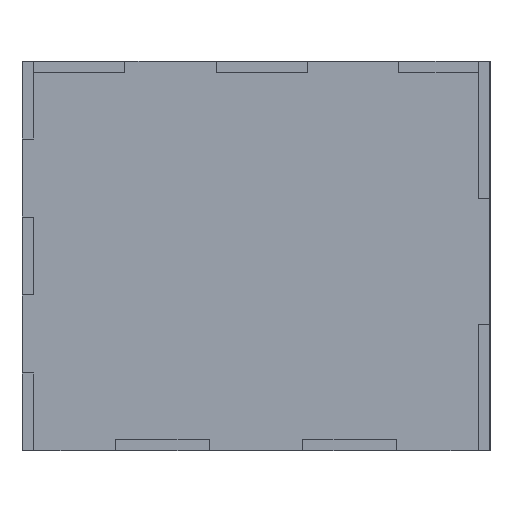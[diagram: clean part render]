
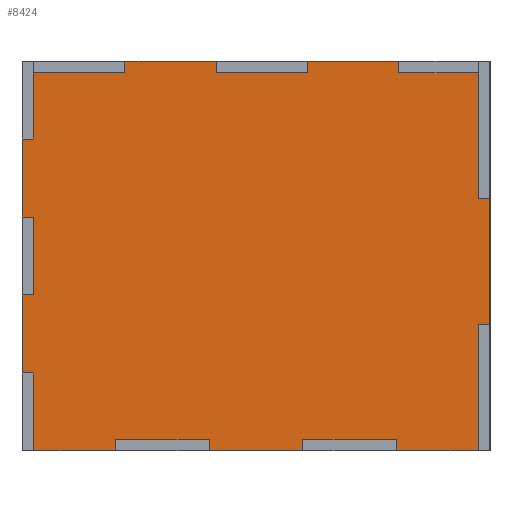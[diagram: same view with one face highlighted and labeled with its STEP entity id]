
A CAD part, left-side view. The second image highlights one B-rep face of the part: STEP entity #8424.
In plain terms, the highlighted planar face has unit normal (-1, 0, 0).
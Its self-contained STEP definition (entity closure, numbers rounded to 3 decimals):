
#324=FACE_OUTER_BOUND('',#761,.T.);
#761=EDGE_LOOP('',(#5761,#5762,#5763,#5764,#5765,#5766,#5767,#5768,#5769,
#5770,#5771,#5772,#5773,#5774,#5775,#5776,#5777,#5778,#5779,#5780,#5781,
#5782,#5783,#5784,#5785,#5786,#5787,#5788,#5789,#5790,#5791,#5792));
#1285=LINE('',#11615,#2430);
#1290=LINE('',#11624,#2435);
#1293=LINE('',#11632,#2438);
#1297=LINE('',#11639,#2442);
#1298=LINE('',#11642,#2443);
#1303=LINE('',#11651,#2448);
#1304=LINE('',#11653,#2449);
#1305=LINE('',#11655,#2450);
#1306=LINE('',#11657,#2451);
#1307=LINE('',#11659,#2452);
#1308=LINE('',#11661,#2453);
#1309=LINE('',#11663,#2454);
#1310=LINE('',#11665,#2455);
#1311=LINE('',#11667,#2456);
#1312=LINE('',#11669,#2457);
#1313=LINE('',#11671,#2458);
#1314=LINE('',#11673,#2459);
#1315=LINE('',#11675,#2460);
#1316=LINE('',#11677,#2461);
#1317=LINE('',#11679,#2462);
#1318=LINE('',#11681,#2463);
#1319=LINE('',#11683,#2464);
#1320=LINE('',#11685,#2465);
#1321=LINE('',#11687,#2466);
#1322=LINE('',#11689,#2467);
#1323=LINE('',#11691,#2468);
#1324=LINE('',#11693,#2469);
#1325=LINE('',#11695,#2470);
#1326=LINE('',#11697,#2471);
#1327=LINE('',#11699,#2472);
#1328=LINE('',#11701,#2473);
#1329=LINE('',#11702,#2474);
#2430=VECTOR('',#9583,10.);
#2435=VECTOR('',#9590,10.);
#2438=VECTOR('',#9595,10.);
#2442=VECTOR('',#9601,10.);
#2443=VECTOR('',#9604,10.);
#2448=VECTOR('',#9611,10.);
#2449=VECTOR('',#9614,10.);
#2450=VECTOR('',#9615,10.);
#2451=VECTOR('',#9616,10.);
#2452=VECTOR('',#9617,10.);
#2453=VECTOR('',#9618,10.);
#2454=VECTOR('',#9619,10.);
#2455=VECTOR('',#9620,10.);
#2456=VECTOR('',#9621,10.);
#2457=VECTOR('',#9622,10.);
#2458=VECTOR('',#9623,10.);
#2459=VECTOR('',#9624,10.);
#2460=VECTOR('',#9625,10.);
#2461=VECTOR('',#9626,10.);
#2462=VECTOR('',#9627,10.);
#2463=VECTOR('',#9628,10.);
#2464=VECTOR('',#9629,10.);
#2465=VECTOR('',#9630,10.);
#2466=VECTOR('',#9631,10.);
#2467=VECTOR('',#9632,10.);
#2468=VECTOR('',#9633,10.);
#2469=VECTOR('',#9634,10.);
#2470=VECTOR('',#9635,10.);
#2471=VECTOR('',#9636,10.);
#2472=VECTOR('',#9637,10.);
#2473=VECTOR('',#9638,10.);
#2474=VECTOR('',#9639,10.);
#3538=VERTEX_POINT('',#11611);
#3540=VERTEX_POINT('',#11614);
#3543=VERTEX_POINT('',#11622);
#3546=VERTEX_POINT('',#11629);
#3547=VERTEX_POINT('',#11631);
#3549=VERTEX_POINT('',#11637);
#3550=VERTEX_POINT('',#11641);
#3553=VERTEX_POINT('',#11649);
#3554=VERTEX_POINT('',#11654);
#3555=VERTEX_POINT('',#11656);
#3556=VERTEX_POINT('',#11658);
#3557=VERTEX_POINT('',#11660);
#3558=VERTEX_POINT('',#11662);
#3559=VERTEX_POINT('',#11664);
#3560=VERTEX_POINT('',#11666);
#3561=VERTEX_POINT('',#11668);
#3562=VERTEX_POINT('',#11670);
#3563=VERTEX_POINT('',#11672);
#3564=VERTEX_POINT('',#11674);
#3565=VERTEX_POINT('',#11676);
#3566=VERTEX_POINT('',#11678);
#3567=VERTEX_POINT('',#11680);
#3568=VERTEX_POINT('',#11682);
#3569=VERTEX_POINT('',#11684);
#3570=VERTEX_POINT('',#11686);
#3571=VERTEX_POINT('',#11688);
#3572=VERTEX_POINT('',#11690);
#3573=VERTEX_POINT('',#11692);
#3574=VERTEX_POINT('',#11694);
#3575=VERTEX_POINT('',#11696);
#3576=VERTEX_POINT('',#11698);
#3577=VERTEX_POINT('',#11700);
#4397=EDGE_CURVE('',#3540,#3538,#1285,.T.);
#4402=EDGE_CURVE('',#3538,#3543,#1290,.T.);
#4405=EDGE_CURVE('',#3547,#3546,#1293,.T.);
#4409=EDGE_CURVE('',#3546,#3549,#1297,.T.);
#4410=EDGE_CURVE('',#3550,#3540,#1298,.T.);
#4415=EDGE_CURVE('',#3549,#3553,#1303,.T.);
#4416=EDGE_CURVE('',#3543,#3547,#1304,.T.);
#4417=EDGE_CURVE('',#3553,#3554,#1305,.T.);
#4418=EDGE_CURVE('',#3554,#3555,#1306,.T.);
#4419=EDGE_CURVE('',#3555,#3556,#1307,.T.);
#4420=EDGE_CURVE('',#3556,#3557,#1308,.T.);
#4421=EDGE_CURVE('',#3557,#3558,#1309,.T.);
#4422=EDGE_CURVE('',#3558,#3559,#1310,.T.);
#4423=EDGE_CURVE('',#3559,#3560,#1311,.T.);
#4424=EDGE_CURVE('',#3560,#3561,#1312,.T.);
#4425=EDGE_CURVE('',#3561,#3562,#1313,.T.);
#4426=EDGE_CURVE('',#3562,#3563,#1314,.T.);
#4427=EDGE_CURVE('',#3563,#3564,#1315,.T.);
#4428=EDGE_CURVE('',#3564,#3565,#1316,.T.);
#4429=EDGE_CURVE('',#3565,#3566,#1317,.T.);
#4430=EDGE_CURVE('',#3566,#3567,#1318,.T.);
#4431=EDGE_CURVE('',#3567,#3568,#1319,.T.);
#4432=EDGE_CURVE('',#3568,#3569,#1320,.T.);
#4433=EDGE_CURVE('',#3569,#3570,#1321,.T.);
#4434=EDGE_CURVE('',#3570,#3571,#1322,.T.);
#4435=EDGE_CURVE('',#3571,#3572,#1323,.T.);
#4436=EDGE_CURVE('',#3572,#3573,#1324,.T.);
#4437=EDGE_CURVE('',#3573,#3574,#1325,.T.);
#4438=EDGE_CURVE('',#3574,#3575,#1326,.T.);
#4439=EDGE_CURVE('',#3575,#3576,#1327,.T.);
#4440=EDGE_CURVE('',#3576,#3577,#1328,.T.);
#4441=EDGE_CURVE('',#3577,#3550,#1329,.T.);
#5761=ORIENTED_EDGE('',*,*,#4397,.T.);
#5762=ORIENTED_EDGE('',*,*,#4402,.T.);
#5763=ORIENTED_EDGE('',*,*,#4416,.T.);
#5764=ORIENTED_EDGE('',*,*,#4405,.T.);
#5765=ORIENTED_EDGE('',*,*,#4409,.T.);
#5766=ORIENTED_EDGE('',*,*,#4415,.T.);
#5767=ORIENTED_EDGE('',*,*,#4417,.T.);
#5768=ORIENTED_EDGE('',*,*,#4418,.T.);
#5769=ORIENTED_EDGE('',*,*,#4419,.T.);
#5770=ORIENTED_EDGE('',*,*,#4420,.T.);
#5771=ORIENTED_EDGE('',*,*,#4421,.T.);
#5772=ORIENTED_EDGE('',*,*,#4422,.T.);
#5773=ORIENTED_EDGE('',*,*,#4423,.T.);
#5774=ORIENTED_EDGE('',*,*,#4424,.T.);
#5775=ORIENTED_EDGE('',*,*,#4425,.T.);
#5776=ORIENTED_EDGE('',*,*,#4426,.T.);
#5777=ORIENTED_EDGE('',*,*,#4427,.T.);
#5778=ORIENTED_EDGE('',*,*,#4428,.T.);
#5779=ORIENTED_EDGE('',*,*,#4429,.T.);
#5780=ORIENTED_EDGE('',*,*,#4430,.T.);
#5781=ORIENTED_EDGE('',*,*,#4431,.T.);
#5782=ORIENTED_EDGE('',*,*,#4432,.T.);
#5783=ORIENTED_EDGE('',*,*,#4433,.T.);
#5784=ORIENTED_EDGE('',*,*,#4434,.T.);
#5785=ORIENTED_EDGE('',*,*,#4435,.T.);
#5786=ORIENTED_EDGE('',*,*,#4436,.T.);
#5787=ORIENTED_EDGE('',*,*,#4437,.T.);
#5788=ORIENTED_EDGE('',*,*,#4438,.T.);
#5789=ORIENTED_EDGE('',*,*,#4439,.T.);
#5790=ORIENTED_EDGE('',*,*,#4440,.T.);
#5791=ORIENTED_EDGE('',*,*,#4441,.T.);
#5792=ORIENTED_EDGE('',*,*,#4410,.T.);
#8031=PLANE('',#9010);
#8424=ADVANCED_FACE('',(#324),#8031,.T.);
#9010=AXIS2_PLACEMENT_3D('',#11652,#9612,#9613);
#9583=DIRECTION('',(0.,0.,1.));
#9590=DIRECTION('',(0.,-1.,0.));
#9595=DIRECTION('',(0.,1.,0.));
#9601=DIRECTION('',(0.,0.,1.));
#9604=DIRECTION('',(0.,-1.,0.));
#9611=DIRECTION('',(0.,1.,0.));
#9612=DIRECTION('center_axis',(-1.,0.,0.));
#9613=DIRECTION('ref_axis',(0.,0.,1.));
#9614=DIRECTION('',(0.,0.,1.));
#9615=DIRECTION('',(0.,0.,1.));
#9616=DIRECTION('',(0.,1.,0.));
#9617=DIRECTION('',(0.,0.,-1.));
#9618=DIRECTION('',(0.,1.,0.));
#9619=DIRECTION('',(0.,0.,1.));
#9620=DIRECTION('',(0.,1.,0.));
#9621=DIRECTION('',(0.,0.,-1.));
#9622=DIRECTION('',(0.,1.,0.));
#9623=DIRECTION('',(0.,0.,-1.));
#9624=DIRECTION('',(0.,1.,0.));
#9625=DIRECTION('',(0.,0.,-1.));
#9626=DIRECTION('',(0.,-1.,0.));
#9627=DIRECTION('',(0.,0.,-1.));
#9628=DIRECTION('',(0.,1.,0.));
#9629=DIRECTION('',(0.,0.,-1.));
#9630=DIRECTION('',(0.,-1.,0.));
#9631=DIRECTION('',(0.,0.,-1.));
#9632=DIRECTION('',(0.,-1.,0.));
#9633=DIRECTION('',(0.,0.,1.));
#9634=DIRECTION('',(0.,-1.,0.));
#9635=DIRECTION('',(0.,0.,-1.));
#9636=DIRECTION('',(0.,-1.,0.));
#9637=DIRECTION('',(0.,0.,1.));
#9638=DIRECTION('',(0.,-1.,0.));
#9639=DIRECTION('',(0.,0.,-1.));
#11611=CARTESIAN_POINT('',(10.,3.,-57.667));
#11614=CARTESIAN_POINT('',(10.,3.,-90.));
#11615=CARTESIAN_POINT('',(10.,3.,-40.));
#11622=CARTESIAN_POINT('',(10.,0.,-57.667));
#11624=CARTESIAN_POINT('',(10.,30.75,-57.667));
#11629=CARTESIAN_POINT('',(10.,3.,-25.333));
#11631=CARTESIAN_POINT('',(10.,0.,-25.333));
#11632=CARTESIAN_POINT('',(10.,30.75,-25.333));
#11637=CARTESIAN_POINT('',(10.,3.,7.));
#11639=CARTESIAN_POINT('',(10.,3.,-40.));
#11641=CARTESIAN_POINT('',(10.,24.,-90.));
#11642=CARTESIAN_POINT('',(10.,120.,-90.));
#11649=CARTESIAN_POINT('',(10.,23.4,7.));
#11651=CARTESIAN_POINT('',(10.,60.,7.));
#11652=CARTESIAN_POINT('Origin',(10.,60.,-40.));
#11653=CARTESIAN_POINT('',(10.,0.,-90.));
#11654=CARTESIAN_POINT('',(10.,23.4,10.));
#11655=CARTESIAN_POINT('',(10.,23.4,-15.75));
#11656=CARTESIAN_POINT('',(10.,46.8,10.));
#11657=CARTESIAN_POINT('',(10.,0.,10.));
#11658=CARTESIAN_POINT('',(10.,46.8,7.));
#11659=CARTESIAN_POINT('',(10.,46.8,-15.75));
#11660=CARTESIAN_POINT('',(10.,70.2,7.));
#11661=CARTESIAN_POINT('',(10.,60.,7.));
#11662=CARTESIAN_POINT('',(10.,70.2,10.));
#11663=CARTESIAN_POINT('',(10.,70.2,-15.75));
#11664=CARTESIAN_POINT('',(10.,93.6,10.));
#11665=CARTESIAN_POINT('',(10.,0.,10.));
#11666=CARTESIAN_POINT('',(10.,93.6,7.));
#11667=CARTESIAN_POINT('',(10.,93.6,-15.75));
#11668=CARTESIAN_POINT('',(10.,117.,7.));
#11669=CARTESIAN_POINT('',(10.,60.,7.));
#11670=CARTESIAN_POINT('',(10.,117.,-10.));
#11671=CARTESIAN_POINT('',(10.,117.,-40.));
#11672=CARTESIAN_POINT('',(10.,120.,-10.));
#11673=CARTESIAN_POINT('',(10.,89.25,-10.));
#11674=CARTESIAN_POINT('',(10.,120.,-30.));
#11675=CARTESIAN_POINT('',(10.,120.,10.));
#11676=CARTESIAN_POINT('',(10.,117.,-30.));
#11677=CARTESIAN_POINT('',(10.,89.25,-30.));
#11678=CARTESIAN_POINT('',(10.,117.,-50.));
#11679=CARTESIAN_POINT('',(10.,117.,-40.));
#11680=CARTESIAN_POINT('',(10.,120.,-50.));
#11681=CARTESIAN_POINT('',(10.,89.25,-50.));
#11682=CARTESIAN_POINT('',(10.,120.,-70.));
#11683=CARTESIAN_POINT('',(10.,120.,10.));
#11684=CARTESIAN_POINT('',(10.,117.,-70.));
#11685=CARTESIAN_POINT('',(10.,89.25,-70.));
#11686=CARTESIAN_POINT('',(10.,117.,-90.));
#11687=CARTESIAN_POINT('',(10.,117.,-40.));
#11688=CARTESIAN_POINT('',(10.,96.,-90.));
#11689=CARTESIAN_POINT('',(10.,120.,-90.));
#11690=CARTESIAN_POINT('',(10.,96.,-87.));
#11691=CARTESIAN_POINT('',(10.,96.,-64.25));
#11692=CARTESIAN_POINT('',(10.,72.,-87.));
#11693=CARTESIAN_POINT('',(10.,60.,-87.));
#11694=CARTESIAN_POINT('',(10.,72.,-90.));
#11695=CARTESIAN_POINT('',(10.,72.,-64.25));
#11696=CARTESIAN_POINT('',(10.,48.,-90.));
#11697=CARTESIAN_POINT('',(10.,120.,-90.));
#11698=CARTESIAN_POINT('',(10.,48.,-87.));
#11699=CARTESIAN_POINT('',(10.,48.,-64.25));
#11700=CARTESIAN_POINT('',(10.,24.,-87.));
#11701=CARTESIAN_POINT('',(10.,60.,-87.));
#11702=CARTESIAN_POINT('',(10.,24.,-64.25));
